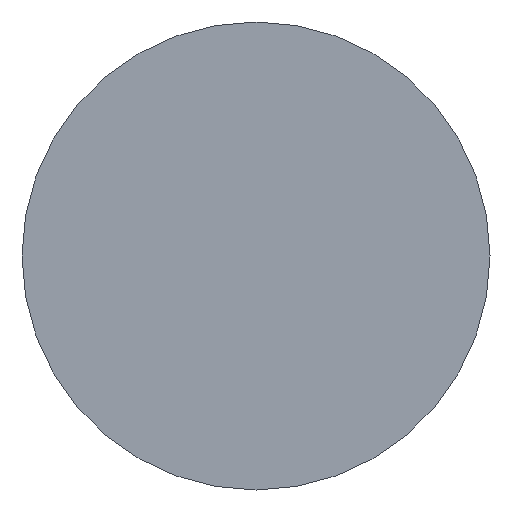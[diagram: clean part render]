
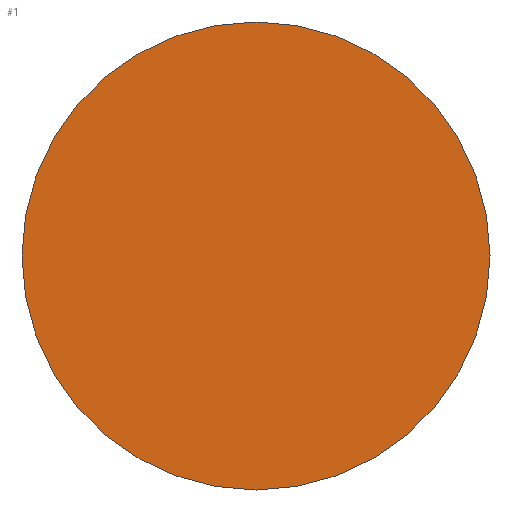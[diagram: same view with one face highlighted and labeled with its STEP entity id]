
A CAD part, left-side view. The second image highlights one B-rep face of the part: STEP entity #1.
In plain terms, the highlighted planar face has unit normal (-1, 0, 0).
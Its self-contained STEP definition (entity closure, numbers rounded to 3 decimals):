
#1 = ADVANCED_FACE ( 'NONE', ( #154 ), #183, .F. ) ;
#63 = DIRECTION ( 'NONE',  ( 1., 0., 0. ) ) ;
#67 = DIRECTION ( 'NONE',  ( 0., 1., 0. ) ) ;
#70 = DIRECTION ( 'NONE',  ( 0., 1., 0. ) ) ;
#74 = CARTESIAN_POINT ( 'NONE',  ( 0., -0.9, 0. ) ) ;
#78 = EDGE_CURVE ( 'NONE', #145, #119, #208, .T. ) ;
#99 = ORIENTED_EDGE ( 'NONE', *, *, #78, .F. ) ;
#111 = EDGE_LOOP ( 'NONE', ( #99, #276 ) ) ;
#119 = VERTEX_POINT ( 'NONE', #74 ) ;
#142 = DIRECTION ( 'NONE',  ( 0., 1., 0. ) ) ;
#145 = VERTEX_POINT ( 'NONE', #356 ) ;
#154 = FACE_OUTER_BOUND ( 'NONE', #111, .T. ) ;
#166 = CIRCLE ( 'NONE', #221, 0.9 ) ;
#183 = PLANE ( 'NONE',  #230 ) ;
#190 = DIRECTION ( 'NONE',  ( 1., 0., 0. ) ) ;
#208 = CIRCLE ( 'NONE', #233, 0.9 ) ;
#221 = AXIS2_PLACEMENT_3D ( 'NONE', #343, #229, #142 ) ;
#229 = DIRECTION ( 'NONE',  ( 1., 0., 0. ) ) ;
#230 = AXIS2_PLACEMENT_3D ( 'NONE', #349, #63, #67 ) ;
#233 = AXIS2_PLACEMENT_3D ( 'NONE', #265, #190, #70 ) ;
#265 = CARTESIAN_POINT ( 'NONE',  ( 0., 0., 0. ) ) ;
#276 = ORIENTED_EDGE ( 'NONE', *, *, #373, .F. ) ;
#343 = CARTESIAN_POINT ( 'NONE',  ( 0., 0., 0. ) ) ;
#349 = CARTESIAN_POINT ( 'NONE',  ( 0., 0., 0. ) ) ;
#356 = CARTESIAN_POINT ( 'NONE',  ( 0., 0.9, 0. ) ) ;
#373 = EDGE_CURVE ( 'NONE', #119, #145, #166, .T. ) ;
